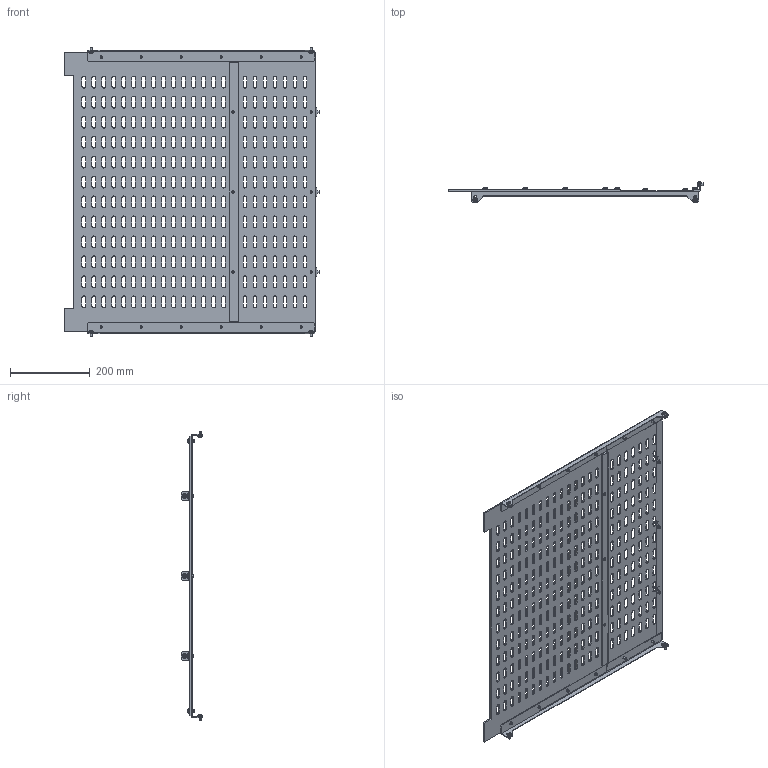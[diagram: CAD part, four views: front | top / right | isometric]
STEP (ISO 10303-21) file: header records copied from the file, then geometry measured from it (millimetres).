
FILE_DESCRIPTION (( 'STEP AP203' ), '1' );
FILE_NAME ('FO-00-3BGW-080-060 FORMAT Ê-ò ñåêö. 3b ARMAT ACB âûêàò. 800õ600 IEK.STEP', '2025-01-21T10:00:43', ( '' ), ( '' ), 'SwSTEP 2.0', 'SolidWorks 2022', '' );
FILE_SCHEMA (( 'CONFIG_CONTROL_DESIGN' ));
Length unit declared in the file: millimetre
Products named in the file (1): FO-00-3BGW-080-060 FORMAT К-т секц. 3b ARMAT ACB выкат. 800х600 IEK
Bounding box: 637.7 x 53.1 x 723.4 mm (x, y, z)
Volume: 1289272.9 mm3; surface area: 851158.5 mm2
Topology: 1 solids, 19 shells, 2129 faces, 5807 edges, 3780 vertices
Faces by surface type: cylinder 1105, plane 824, cone 100, torus 100
Entity records: 69184 total; most frequent: DIRECTION 12585, CARTESIAN_POINT 11717, ORIENTED_EDGE 11614, EDGE_CURVE 5807, AXIS2_PLACEMENT_3D 4648, VERTEX_POINT 3780, VECTOR 3289, LINE 3289
